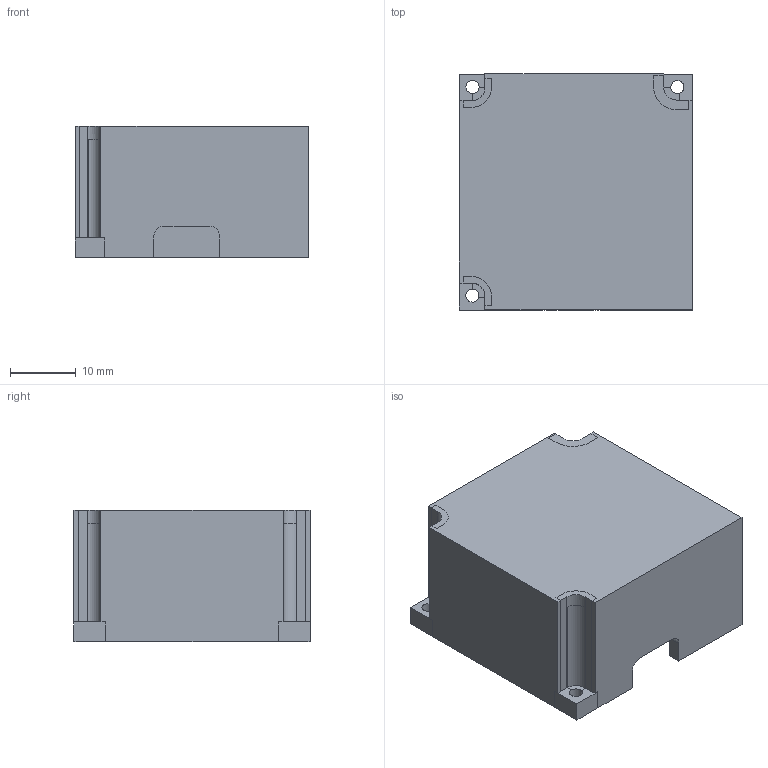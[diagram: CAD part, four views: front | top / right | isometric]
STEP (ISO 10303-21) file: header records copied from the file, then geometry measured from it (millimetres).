
FILE_DESCRIPTION(('FreeCAD Model'),'2;1');
FILE_NAME('Open CASCADE Shape Model','2024-04-12T15:15:37',('Author'),( ''),'Open CASCADE STEP processor 7.7','FreeCAD','Unknown');
FILE_SCHEMA(('AUTOMOTIVE_DESIGN { 1 0 10303 214 1 1 1 1 }'));
Length unit declared in the file: millimetre
Products named in the file (1): AcProtection
Bounding box: 35.6 x 36 x 20 mm (x, y, z)
Volume: 6879.6 mm3; surface area: 7494.1 mm2
Topology: 1 solids, 1 shells, 96 faces, 291 edges, 191 vertices
Faces by surface type: plane 80, cylinder 16
Full cylindrical faces by diameter (mm): 2 x3
Entity records: 3279 total; most frequent: ORIENTED_EDGE 582, CARTESIAN_POINT 579, DIRECTION 547, EDGE_CURVE 291, LINE 229, VECTOR 229, VERTEX_POINT 191, AXIS2_PLACEMENT_3D 159
